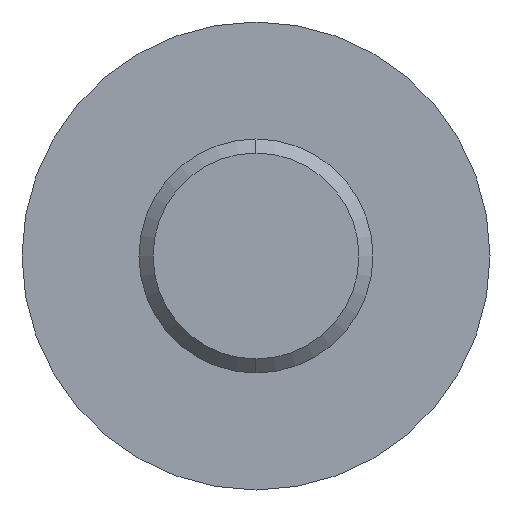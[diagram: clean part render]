
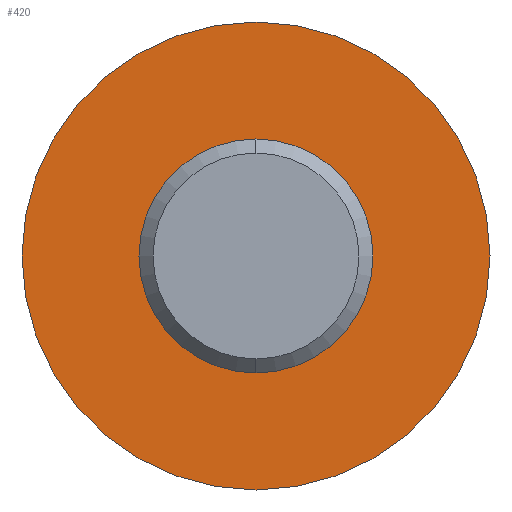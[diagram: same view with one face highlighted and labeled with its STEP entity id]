
A CAD part, left-side view. The second image highlights one B-rep face of the part: STEP entity #420.
In plain terms, the highlighted planar face has unit normal (-1, 0, 0).
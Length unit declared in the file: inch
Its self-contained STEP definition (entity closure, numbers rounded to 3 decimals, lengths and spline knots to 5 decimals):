
#12 = ORIENTED_EDGE ( 'NONE', *, *, #548, .F. ) ;
#17 = EDGE_LOOP ( 'NONE', ( #215, #12 ) ) ;
#19 = EDGE_CURVE ( 'NONE', #219, #225, #260, .T. ) ;
#45 = CARTESIAN_POINT ( 'NONE',  ( 0., 0., -0.5 ) ) ;
#49 = PLANE ( 'NONE',  #86 ) ;
#56 = DIRECTION ( 'NONE',  ( 1., 0., 0. ) ) ;
#58 = CARTESIAN_POINT ( 'NONE',  ( 0., 0., 0. ) ) ;
#77 = EDGE_CURVE ( 'NONE', #179, #399, #383, .T. ) ;
#86 = AXIS2_PLACEMENT_3D ( 'NONE', #58, #56, #527 ) ;
#102 = CARTESIAN_POINT ( 'NONE',  ( 0., 0., 0. ) ) ;
#103 = AXIS2_PLACEMENT_3D ( 'NONE', #167, #506, #554 ) ;
#117 = DIRECTION ( 'NONE',  ( 0., 0., 1. ) ) ;
#123 = DIRECTION ( 'NONE',  ( 1., 0., 0. ) ) ;
#125 = DIRECTION ( 'NONE',  ( -1., 0., 0. ) ) ;
#160 = AXIS2_PLACEMENT_3D ( 'NONE', #321, #125, #117 ) ;
#167 = CARTESIAN_POINT ( 'NONE',  ( 0., 0., 0. ) ) ;
#179 = VERTEX_POINT ( 'NONE', #487 ) ;
#194 = AXIS2_PLACEMENT_3D ( 'NONE', #556, #123, #287 ) ;
#215 = ORIENTED_EDGE ( 'NONE', *, *, #19, .F. ) ;
#219 = VERTEX_POINT ( 'NONE', #310 ) ;
#225 = VERTEX_POINT ( 'NONE', #490 ) ;
#260 = CIRCLE ( 'NONE', #160, 0.1405 ) ;
#287 = DIRECTION ( 'NONE',  ( 0., 0., -1. ) ) ;
#310 = CARTESIAN_POINT ( 'NONE',  ( 0., 0., 0.1405 ) ) ;
#311 = AXIS2_PLACEMENT_3D ( 'NONE', #102, #447, #403 ) ;
#319 = CIRCLE ( 'NONE', #194, 0.5 ) ;
#321 = CARTESIAN_POINT ( 'NONE',  ( 0., 0., 0. ) ) ;
#332 = EDGE_LOOP ( 'NONE', ( #449, #384 ) ) ;
#378 = EDGE_CURVE ( 'NONE', #399, #179, #319, .T. ) ;
#380 = FACE_BOUND ( 'NONE', #17, .T. ) ;
#383 = CIRCLE ( 'NONE', #103, 0.5 ) ;
#384 = ORIENTED_EDGE ( 'NONE', *, *, #77, .F. ) ;
#399 = VERTEX_POINT ( 'NONE', #45 ) ;
#403 = DIRECTION ( 'NONE',  ( 0., 0., 1. ) ) ;
#420 = ADVANCED_FACE ( 'NONE', ( #380, #429 ), #49, .F. ) ;
#429 = FACE_OUTER_BOUND ( 'NONE', #332, .T. ) ;
#447 = DIRECTION ( 'NONE',  ( -1., 0., 0. ) ) ;
#449 = ORIENTED_EDGE ( 'NONE', *, *, #378, .F. ) ;
#487 = CARTESIAN_POINT ( 'NONE',  ( 0., 0., 0.5 ) ) ;
#490 = CARTESIAN_POINT ( 'NONE',  ( 0., 0., -0.1405 ) ) ;
#506 = DIRECTION ( 'NONE',  ( 1., 0., 0. ) ) ;
#527 = DIRECTION ( 'NONE',  ( 0., 0., -1. ) ) ;
#532 = CIRCLE ( 'NONE', #311, 0.1405 ) ;
#548 = EDGE_CURVE ( 'NONE', #225, #219, #532, .T. ) ;
#554 = DIRECTION ( 'NONE',  ( 0., 0., -1. ) ) ;
#556 = CARTESIAN_POINT ( 'NONE',  ( 0., 0., 0. ) ) ;
